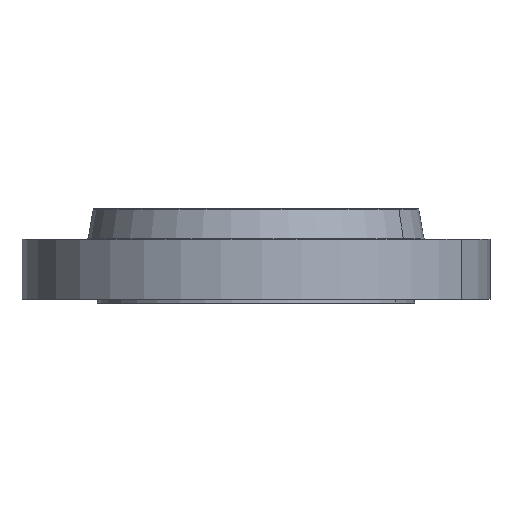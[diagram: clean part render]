
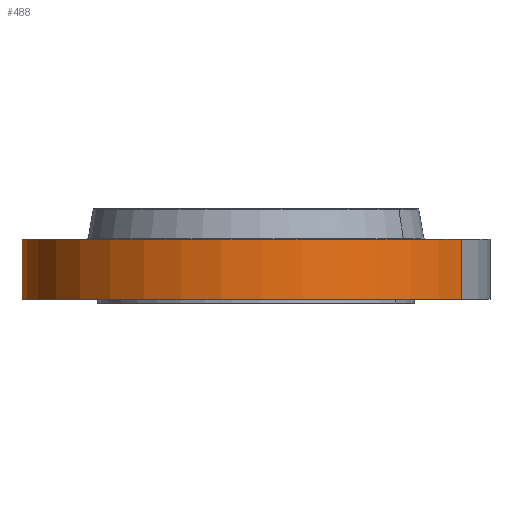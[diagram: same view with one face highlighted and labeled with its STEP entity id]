
A CAD part, left-side view. The second image highlights one B-rep face of the part: STEP entity #488.
In plain terms, the highlighted cylindrical face has radius 393.7 mm (diameter 787.4 mm), a partial arc.
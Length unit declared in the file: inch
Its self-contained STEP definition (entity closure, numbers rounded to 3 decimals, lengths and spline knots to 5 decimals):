
#452=AXIS2_PLACEMENT_3D('Cylinder Axis2P3D',#449,#450,#451) ;
#456=AXIS2_PLACEMENT_3D('Circle Axis2P3D',#454,#455,$) ;
#472=AXIS2_PLACEMENT_3D('Circle Axis2P3D',#470,#471,$) ;
#449=CARTESIAN_POINT('Axis2P3D Location',(0.,0.,2.875)) ;
#454=CARTESIAN_POINT('Axis2P3D Location',(0.,0.,0.)) ;
#458=CARTESIAN_POINT('Vertex',(-7.4311,-13.60253,0.)) ;
#460=CARTESIAN_POINT('Vertex',(7.4311,13.60253,0.)) ;
#463=CARTESIAN_POINT('Line Origine',(-7.4311,-13.60253,2.)) ;
#467=CARTESIAN_POINT('Vertex',(-7.4311,-13.60253,4.)) ;
#470=CARTESIAN_POINT('Axis2P3D Location',(0.,0.,4.)) ;
#474=CARTESIAN_POINT('Vertex',(7.4311,13.60253,4.)) ;
#477=CARTESIAN_POINT('Line Origine',(7.4311,13.60253,2.)) ;
#450=DIRECTION('Axis2P3D Direction',(0.,0.,-0.039)) ;
#451=DIRECTION('Axis2P3D XDirection',(0.019,0.035,0.)) ;
#455=DIRECTION('Axis2P3D Direction',(0.,0.,-0.039)) ;
#464=DIRECTION('Vector Direction',(0.,0.,-0.039)) ;
#471=DIRECTION('Axis2P3D Direction',(0.,0.,-0.039)) ;
#478=DIRECTION('Vector Direction',(0.,0.,-0.039)) ;
#465=VECTOR('Line Direction',#464,0.03937) ;
#479=VECTOR('Line Direction',#478,0.03937) ;
#483=ORIENTED_EDGE('',*,*,#462,.F.) ;
#484=ORIENTED_EDGE('',*,*,#469,.T.) ;
#485=ORIENTED_EDGE('',*,*,#476,.T.) ;
#486=ORIENTED_EDGE('',*,*,#481,.F.) ;
#488=ADVANCED_FACE('PartBody',(#487),#453,.T.) ;
#457=CIRCLE('generated circle',#456,15.5) ;
#473=CIRCLE('generated circle',#472,15.5) ;
#453=CYLINDRICAL_SURFACE('generated cylinder',#452,15.5) ;
#462=EDGE_CURVE('',#459,#461,#457,.T.) ;
#469=EDGE_CURVE('',#459,#468,#466,.F.) ;
#476=EDGE_CURVE('',#468,#475,#473,.T.) ;
#481=EDGE_CURVE('',#461,#475,#480,.F.) ;
#482=EDGE_LOOP('',(#483,#484,#485,#486)) ;
#487=FACE_OUTER_BOUND('',#482,.T.) ;
#466=LINE('Line',#463,#465) ;
#480=LINE('Line',#477,#479) ;
#459=VERTEX_POINT('',#458) ;
#461=VERTEX_POINT('',#460) ;
#468=VERTEX_POINT('',#467) ;
#475=VERTEX_POINT('',#474) ;
